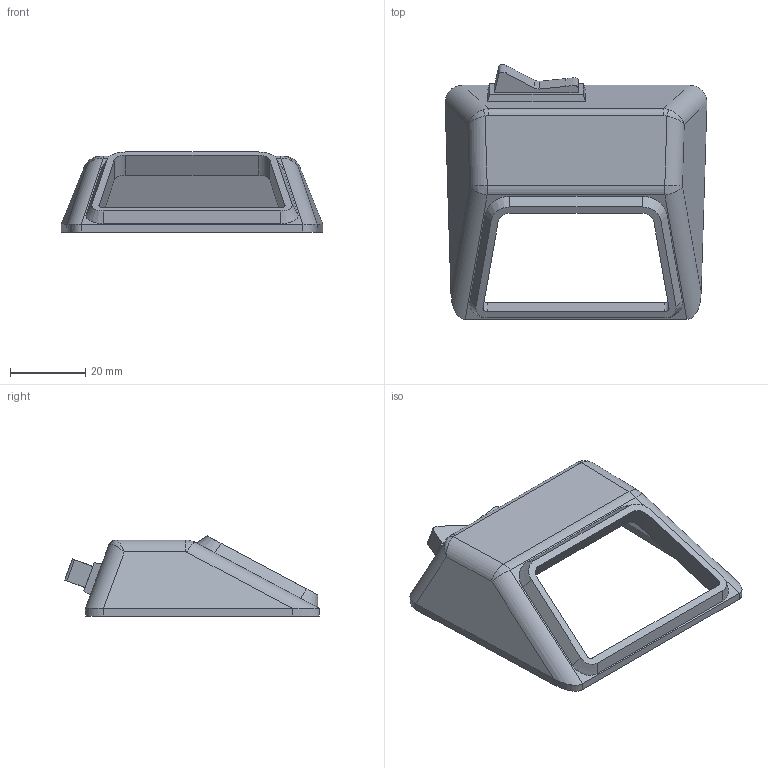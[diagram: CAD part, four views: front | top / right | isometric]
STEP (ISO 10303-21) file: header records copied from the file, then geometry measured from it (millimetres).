
FILE_DESCRIPTION(/* description */ (''),/* implementation_level */ '2;1');
FILE_NAME(/* name */ 'screen shell.step',/* time_stamp */ '2025-06-23T17:37:52-04:00',/* author */ (''),/* organization */ (''),/* preprocessor_version */ 'ST-DEVELOPER v20.1',/* originating_system */ 'Autodesk Translation Framework v14.10.0.0',/* authorisation */ '');
FILE_SCHEMA (('AUTOMOTIVE_DESIGN { 1 0 10303 214 3 1 1 }'));
Length unit declared in the file: millimetre
Products named in the file (2): engipad; ScreenShell
Assembly tree (1 placements, depth 2):
  engipad
    ScreenShell
Bounding box: 69.61 x 67.72 x 21.28 mm (x, y, z)
Volume: 16046.2 mm3; surface area: 11474.1 mm2
Topology: 1 solids, 1 shells, 88 faces, 217 edges, 132 vertices
Faces by surface type: plane 43, bspline 22, cylinder 19, cone 4
Entity records: 3097 total; most frequent: CARTESIAN_POINT 1007, ORIENTED_EDGE 430, DIRECTION 381, EDGE_CURVE 215, VERTEX_POINT 132, LINE 127, VECTOR 127, AXIS2_PLACEMENT_3D 127
